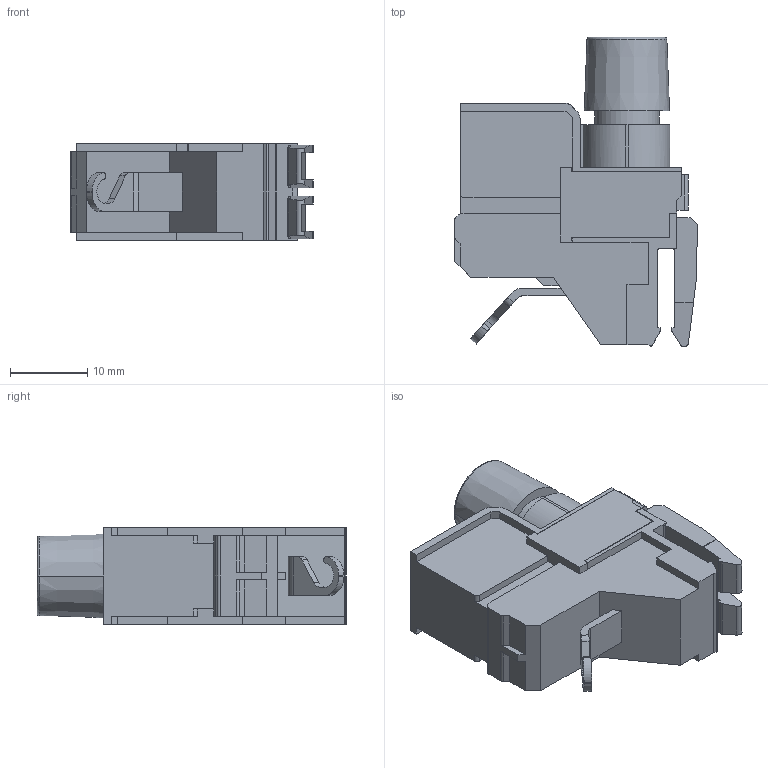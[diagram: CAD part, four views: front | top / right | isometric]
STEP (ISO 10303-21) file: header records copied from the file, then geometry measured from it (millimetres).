
FILE_DESCRIPTION(/* description */ (''),/* implementation_level */ '2;1');
FILE_NAME(/* name */ '27087_6_PTKS4-Si 5x20.stp',/* time_stamp */ '2022-02-07T07:57:02+01:00',/* author */ (''),/* organization */ (''),/* preprocessor_version */ 'ST-DEVELOPER v16.7',/* originating_system */ 'SIEMENS PLM Software NX 12.0',/* authorisation */ '');
FILE_SCHEMA (('AUTOMOTIVE_DESIGN { 1 0 10303 214 3 1 1 1 }'));
Length unit declared in the file: millimetre
Products named in the file (1): 27087_6_PTKS4-Si 5x20
Bounding box: 31.35 x 39.96 x 12.5 mm (x, y, z)
Volume: 8522.4 mm3; surface area: 4212.2 mm2
Topology: 1 solids, 1 shells, 246 faces, 704 edges, 466 vertices
Faces by surface type: plane 178, cylinder 51, bspline 9, cone 6, torus 2
Full cylindrical faces by diameter (mm): 2.3 x1
Entity records: 9255 total; most frequent: CARTESIAN_POINT 2408, ORIENTED_EDGE 1404, DIRECTION 1274, EDGE_CURVE 702, LINE 560, VECTOR 560, VERTEX_POINT 465, AXIS2_PLACEMENT_3D 357
